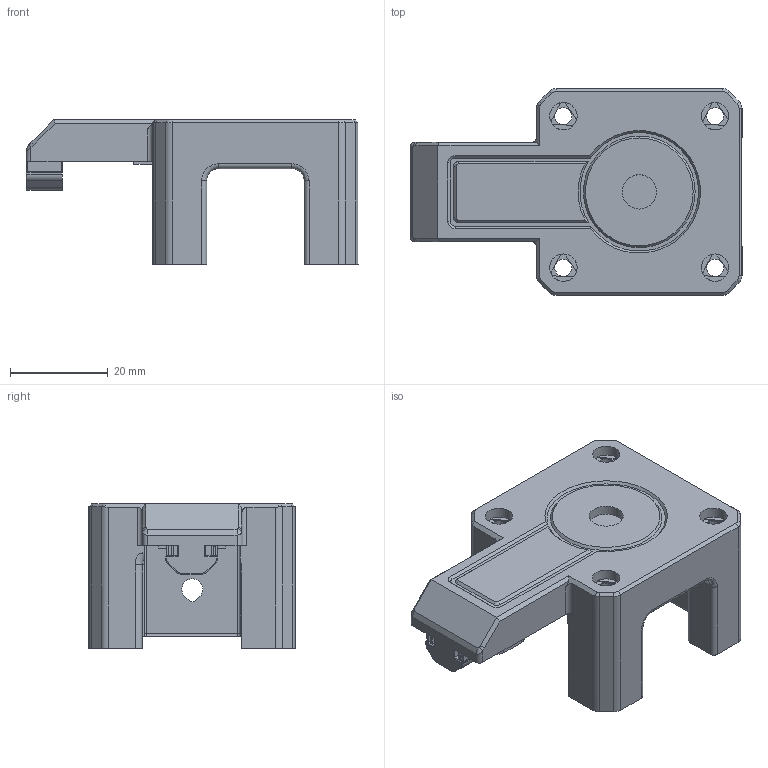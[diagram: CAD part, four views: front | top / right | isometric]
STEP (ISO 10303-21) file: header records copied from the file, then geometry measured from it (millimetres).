
FILE_DESCRIPTION(/* description */ (''),/* implementation_level */ '2;1');
FILE_NAME(/* name */ 'WoodWorker - Tensioner Housing remixed from double shear.step',/* time_stamp */ '2025-06-08T21:32:44-04:00',/* author */ (''),/* organization */ (''),/* preprocessor_version */ 'ST-DEVELOPER v20.1',/* originating_system */ 'Autodesk Translation Framework v14.10.0.0',/* authorisation */ '');
FILE_SCHEMA (('AUTOMOTIVE_DESIGN { 1 0 10303 214 3 1 1 }'));
Length unit declared in the file: millimetre
Products named in the file (1): Woodworker N4Pro Double Shear Tensioner
Bounding box: 67.77 x 42.22 x 29.5 mm (x, y, z)
Volume: 28237.1 mm3; surface area: 12561.8 mm2
Topology: 1 solids, 1 shells, 397 faces, 1070 edges, 675 vertices
Faces by surface type: plane 228, cylinder 107, bspline 24, torus 21, cone 15, sphere 2
Full cylindrical faces by diameter (mm): 3.49 x2, 3.5 x4, 5.6 x4, 7 x1
Entity records: 12978 total; most frequent: CARTESIAN_POINT 2867, ORIENTED_EDGE 2146, DIRECTION 2073, EDGE_CURVE 1073, LINE 707, VECTOR 707, AXIS2_PLACEMENT_3D 683, VERTEX_POINT 681
